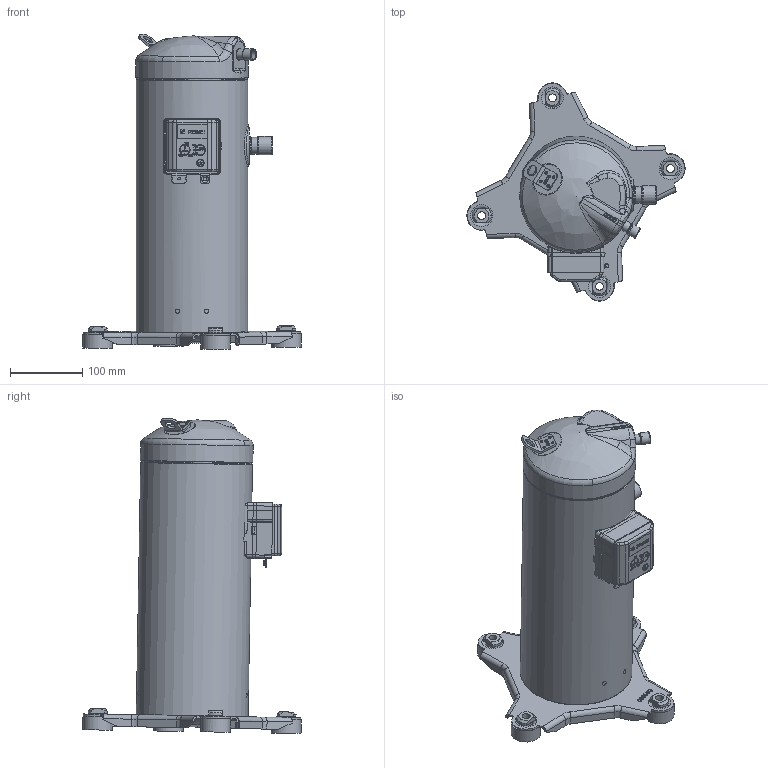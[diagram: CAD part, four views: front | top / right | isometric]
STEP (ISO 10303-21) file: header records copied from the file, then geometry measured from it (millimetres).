
FILE_DESCRIPTION(('TFLEX Exchange Step'),'2;1');
FILE_NAME('150 без СС.stp', '2024-02-17T15:37:52+03:00',('RUCO3217'),('Unknown organisation'),'TFLEX Exchange 2024.0','T-FLEX CAD','Unknown authorisation');
FILE_SCHEMA( ('AP242_MANAGED_MODEL_BASED_3D_ENGINEERING_MIM_LF {1 0 10303 442 1 1 4 }') );
Length unit declared in the file: millimetre
Products named in the file (2): 150-XR; 150
Assembly tree (1 placements, depth 2):
  150
    150-XR
Bounding box: 302.4 x 302.69 x 436.52 mm (x, y, z)
Volume: 1010114.9 mm3; surface area: 720882.2 mm2
Topology: 29 solids, 44 shells, 3392 faces, 9523 edges, 6374 vertices
Faces by surface type: plane 2397, cylinder 489, bspline 218, torus 137, cone 77, extrusion 40, sphere 34
Full cylindrical faces by diameter (mm): 0.2 x4, 0.46 x6, 2.1 x1, 2.975 x1, 3 x2, 3.18 x6, 3.2 x2, 3.5 x1, 3.731 x1, 4 x3, 4.2 x3, 4.5 x2, 5 x5, 5.5 x1, 6 x4, 7.5 x1, 8 x6, 8.8 x1, 9.2 x3, 9.5 x1, 10.4 x1, 10.88 x1, 11 x4, 11.3 x1, 11.8 x3, 12.5 x2, 12.6 x1, 12.85 x1, 13.56 x1, 14.12 x1
Entity records: 138407 total; most frequent: CARTESIAN_POINT 50950, ORIENTED_EDGE 18966, DIRECTION 16632, EDGE_CURVE 9500, VECTOR 6962, LINE 6922, VERTEX_POINT 6374, AXIS2_PLACEMENT_3D 4835
